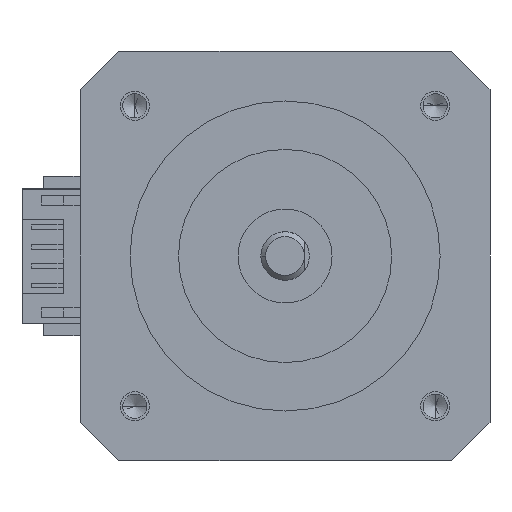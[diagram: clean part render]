
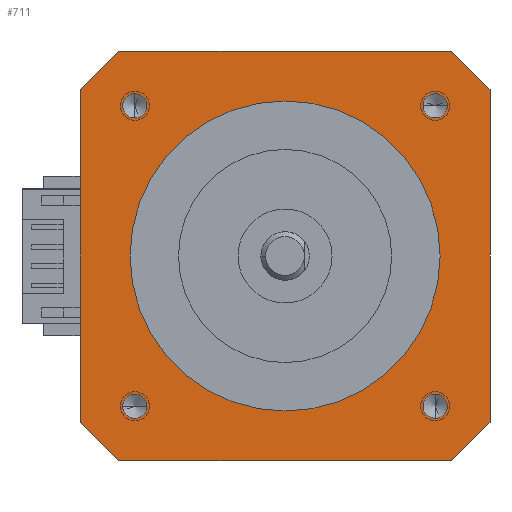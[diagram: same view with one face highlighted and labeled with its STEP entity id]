
A CAD part, front view. The second image highlights one B-rep face of the part: STEP entity #711.
In plain terms, the highlighted planar face has unit normal (0, -1, 0).
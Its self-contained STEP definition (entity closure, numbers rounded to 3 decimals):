
#15=CARTESIAN_POINT('',(15.5,0.,15.5));
#16=DIRECTION('',(0.,-1.,0.));
#17=DIRECTION('',(-1.,0.,0.));
#18=AXIS2_PLACEMENT_3D('',#15,#16,#17);
#24=CARTESIAN_POINT('',(15.5,0.,15.5));
#25=DIRECTION('',(0.,-1.,0.));
#26=DIRECTION('',(1.,0.,0.));
#27=AXIS2_PLACEMENT_3D('',#24,#25,#26);
#32=CARTESIAN_POINT('',(-15.5,0.,15.5));
#33=DIRECTION('',(0.,-1.,0.));
#34=DIRECTION('',(0.,0.,-1.));
#35=AXIS2_PLACEMENT_3D('',#32,#33,#34);
#40=CARTESIAN_POINT('',(-15.5,0.,15.5));
#41=DIRECTION('',(0.,-1.,0.));
#42=DIRECTION('',(0.,0.,1.));
#43=AXIS2_PLACEMENT_3D('',#40,#41,#42);
#48=CARTESIAN_POINT('',(-15.5,0.,-15.5));
#49=DIRECTION('',(0.,-1.,0.));
#50=DIRECTION('',(1.,0.,0.));
#51=AXIS2_PLACEMENT_3D('',#48,#49,#50);
#56=CARTESIAN_POINT('',(-15.5,0.,-15.5));
#57=DIRECTION('',(0.,-1.,0.));
#58=DIRECTION('',(-1.,0.,0.));
#59=AXIS2_PLACEMENT_3D('',#56,#57,#58);
#64=CARTESIAN_POINT('',(15.5,0.,-15.5));
#65=DIRECTION('',(0.,-1.,0.));
#66=DIRECTION('',(0.,0.,1.));
#67=AXIS2_PLACEMENT_3D('',#64,#65,#66);
#72=CARTESIAN_POINT('',(15.5,0.,-15.5));
#73=DIRECTION('',(0.,-1.,0.));
#74=DIRECTION('',(0.,0.,-1.));
#75=AXIS2_PLACEMENT_3D('',#72,#73,#74);
#80=DIRECTION('',(-0.707,0.,-0.707));
#81=VECTOR('',#80,5.657);
#82=CARTESIAN_POINT('',(-17.15,0.,21.15));
#83=LINE('',#82,#81);
#87=DIRECTION('',(-0.707,0.,0.707));
#88=VECTOR('',#87,5.657);
#89=CARTESIAN_POINT('',(21.15,0.,17.15));
#90=LINE('',#89,#88);
#94=DIRECTION('',(0.707,0.,0.707));
#95=VECTOR('',#94,5.657);
#96=CARTESIAN_POINT('',(17.15,0.,-21.15));
#97=LINE('',#96,#95);
#101=DIRECTION('',(0.707,0.,-0.707));
#102=VECTOR('',#101,5.657);
#103=CARTESIAN_POINT('',(-21.15,0.,-17.15));
#104=LINE('',#103,#102);
#108=CARTESIAN_POINT('',(0.,0.,0.));
#109=DIRECTION('',(0.,-1.,0.));
#110=DIRECTION('',(-1.,0.,0.));
#111=AXIS2_PLACEMENT_3D('',#108,#109,#110);
#116=CARTESIAN_POINT('',(0.,0.,0.));
#117=DIRECTION('',(0.,-1.,0.));
#118=DIRECTION('',(1.,0.,0.));
#119=AXIS2_PLACEMENT_3D('',#116,#117,#118);
#307=DIRECTION('',(0.,0.,-1.));
#308=VECTOR('',#307,34.3);
#309=CARTESIAN_POINT('',(-21.15,0.,17.15));
#310=LINE('',#309,#308);
#363=DIRECTION('',(1.,0.,0.));
#364=VECTOR('',#363,34.3);
#365=CARTESIAN_POINT('',(-17.15,0.,-21.15));
#366=LINE('',#365,#364);
#405=DIRECTION('',(0.,0.,1.));
#406=VECTOR('',#405,34.3);
#407=CARTESIAN_POINT('',(21.15,0.,-17.15));
#408=LINE('',#407,#406);
#433=DIRECTION('',(-1.,0.,0.));
#434=VECTOR('',#433,34.3);
#435=CARTESIAN_POINT('',(17.15,0.,21.15));
#436=LINE('',#435,#434);
#580=CARTESIAN_POINT('',(14.25,0.,15.5));
#581=CARTESIAN_POINT('',(16.75,0.,15.5));
#582=VERTEX_POINT('',#580);
#583=VERTEX_POINT('',#581);
#590=CARTESIAN_POINT('',(-15.5,0.,14.25));
#591=CARTESIAN_POINT('',(-15.5,0.,16.75));
#592=VERTEX_POINT('',#590);
#593=VERTEX_POINT('',#591);
#600=CARTESIAN_POINT('',(-14.25,0.,-15.5));
#601=CARTESIAN_POINT('',(-16.75,0.,-15.5));
#602=VERTEX_POINT('',#600);
#603=VERTEX_POINT('',#601);
#610=CARTESIAN_POINT('',(15.5,0.,-14.25));
#611=CARTESIAN_POINT('',(15.5,0.,-16.75));
#612=VERTEX_POINT('',#610);
#613=VERTEX_POINT('',#611);
#614=CARTESIAN_POINT('',(-17.15,0.,21.15));
#615=CARTESIAN_POINT('',(-21.15,0.,17.15));
#616=VERTEX_POINT('',#614);
#617=VERTEX_POINT('',#615);
#626=CARTESIAN_POINT('',(21.15,0.,17.15));
#627=VERTEX_POINT('',#626);
#628=CARTESIAN_POINT('',(17.15,0.,21.15));
#629=VERTEX_POINT('',#628);
#634=CARTESIAN_POINT('',(-21.15,0.,-17.15));
#635=VERTEX_POINT('',#634);
#636=CARTESIAN_POINT('',(-17.15,0.,-21.15));
#637=VERTEX_POINT('',#636);
#638=CARTESIAN_POINT('',(17.15,0.,-21.15));
#639=CARTESIAN_POINT('',(21.15,0.,-17.15));
#640=VERTEX_POINT('',#638);
#641=VERTEX_POINT('',#639);
#654=CARTESIAN_POINT('',(-16.,0.,0.));
#655=CARTESIAN_POINT('',(16.,0.,0.));
#656=VERTEX_POINT('',#654);
#657=VERTEX_POINT('',#655);
#658=CARTESIAN_POINT('',(0.,0.,0.));
#659=DIRECTION('',(0.,1.,0.));
#660=DIRECTION('',(1.,0.,0.));
#661=AXIS2_PLACEMENT_3D('',#658,#659,#660);
#662=PLANE('',#661);
#664=ORIENTED_EDGE('',*,*,#663,.F.);
#666=ORIENTED_EDGE('',*,*,#665,.F.);
#668=ORIENTED_EDGE('',*,*,#667,.F.);
#670=ORIENTED_EDGE('',*,*,#669,.F.);
#672=ORIENTED_EDGE('',*,*,#671,.F.);
#674=ORIENTED_EDGE('',*,*,#673,.F.);
#676=ORIENTED_EDGE('',*,*,#675,.F.);
#678=ORIENTED_EDGE('',*,*,#677,.F.);
#679=EDGE_LOOP('',(#664,#666,#668,#670,#672,#674,#676,#678));
#680=FACE_OUTER_BOUND('',#679,.F.);
#682=ORIENTED_EDGE('',*,*,#681,.T.);
#684=ORIENTED_EDGE('',*,*,#683,.T.);
#685=EDGE_LOOP('',(#682,#684));
#686=FACE_BOUND('',#685,.F.);
#688=ORIENTED_EDGE('',*,*,#687,.T.);
#690=ORIENTED_EDGE('',*,*,#689,.T.);
#691=EDGE_LOOP('',(#688,#690));
#692=FACE_BOUND('',#691,.F.);
#694=ORIENTED_EDGE('',*,*,#693,.T.);
#696=ORIENTED_EDGE('',*,*,#695,.T.);
#697=EDGE_LOOP('',(#694,#696));
#698=FACE_BOUND('',#697,.F.);
#700=ORIENTED_EDGE('',*,*,#699,.T.);
#702=ORIENTED_EDGE('',*,*,#701,.T.);
#703=EDGE_LOOP('',(#700,#702));
#704=FACE_BOUND('',#703,.F.);
#706=ORIENTED_EDGE('',*,*,#705,.T.);
#708=ORIENTED_EDGE('',*,*,#707,.T.);
#709=EDGE_LOOP('',(#706,#708));
#710=FACE_BOUND('',#709,.F.);
#711=ADVANCED_FACE('',(#680,#686,#692,#698,#704,#710),#662,.F.);
#19=CIRCLE('',#18,1.25);
#28=CIRCLE('',#27,1.25);
#36=CIRCLE('',#35,1.25);
#44=CIRCLE('',#43,1.25);
#52=CIRCLE('',#51,1.25);
#60=CIRCLE('',#59,1.25);
#68=CIRCLE('',#67,1.25);
#76=CIRCLE('',#75,1.25);
#112=CIRCLE('',#111,16.);
#120=CIRCLE('',#119,16.);
#663=EDGE_CURVE('',#616,#617,#83,.T.);
#665=EDGE_CURVE('',#629,#616,#436,.T.);
#667=EDGE_CURVE('',#627,#629,#90,.T.);
#669=EDGE_CURVE('',#641,#627,#408,.T.);
#671=EDGE_CURVE('',#640,#641,#97,.T.);
#673=EDGE_CURVE('',#637,#640,#366,.T.);
#675=EDGE_CURVE('',#635,#637,#104,.T.);
#677=EDGE_CURVE('',#617,#635,#310,.T.);
#681=EDGE_CURVE('',#582,#583,#19,.T.);
#683=EDGE_CURVE('',#583,#582,#28,.T.);
#687=EDGE_CURVE('',#592,#593,#36,.T.);
#689=EDGE_CURVE('',#593,#592,#44,.T.);
#693=EDGE_CURVE('',#602,#603,#52,.T.);
#695=EDGE_CURVE('',#603,#602,#60,.T.);
#699=EDGE_CURVE('',#612,#613,#68,.T.);
#701=EDGE_CURVE('',#613,#612,#76,.T.);
#705=EDGE_CURVE('',#656,#657,#112,.T.);
#707=EDGE_CURVE('',#657,#656,#120,.T.);
